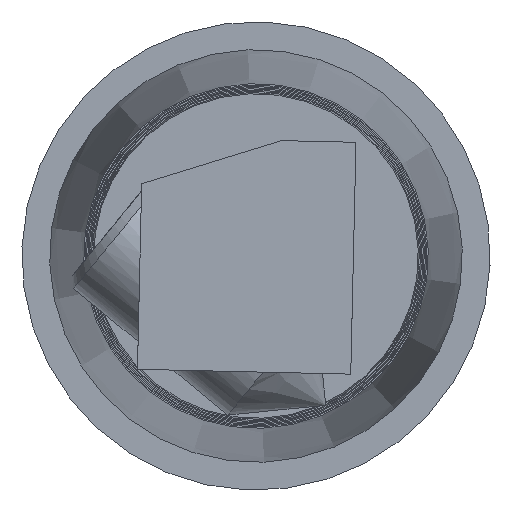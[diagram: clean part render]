
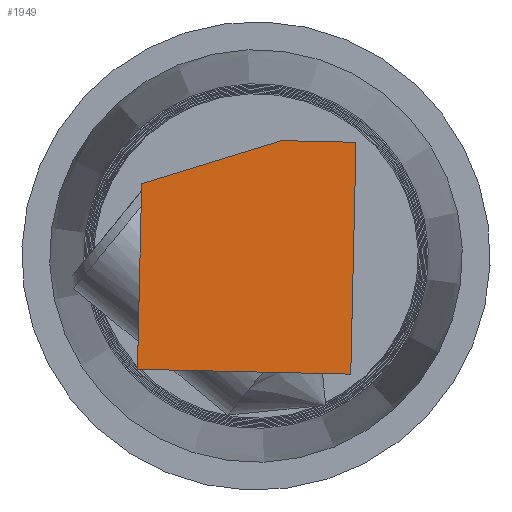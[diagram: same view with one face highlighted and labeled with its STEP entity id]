
A CAD part, left-side view. The second image highlights one B-rep face of the part: STEP entity #1949.
In plain terms, the highlighted planar face has unit normal (-1, 0, 0).
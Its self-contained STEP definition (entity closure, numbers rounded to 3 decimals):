
#1557=CARTESIAN_POINT('',(0.0,0.0,-5.0));
#1558=VERTEX_POINT('',#1557);
#1565=CARTESIAN_POINT('',(0.0,4.6,-5.0));
#1566=VERTEX_POINT('',#1565);
#1567=CARTESIAN_POINT('',(0.0,4.6,-5.0));
#1568=DIRECTION('',(0.0,-1.0,0.0));
#1569=VECTOR('',#1568,4.6);
#1570=LINE('',#1567,#1569);
#1571=EDGE_CURVE('',#1566,#1558,#1570,.T.);
#1641=CARTESIAN_POINT('',(0.,4.6,-1.0));
#1642=VERTEX_POINT('',#1641);
#1643=CARTESIAN_POINT('',(0.,4.6,-1.0));
#1644=DIRECTION('',(0.0,0.0,-1.0));
#1645=VECTOR('',#1644,4.0);
#1646=LINE('',#1643,#1645);
#1647=EDGE_CURVE('',#1642,#1566,#1646,.T.);
#1871=CARTESIAN_POINT('',(0.,1.6,0.0));
#1872=VERTEX_POINT('',#1871);
#1873=CARTESIAN_POINT('',(0.,1.6,0.0));
#1874=DIRECTION('',(0.0,0.949,-0.316));
#1875=VECTOR('',#1874,3.162);
#1876=LINE('',#1873,#1875);
#1877=EDGE_CURVE('',#1872,#1642,#1876,.T.);
#1925=CARTESIAN_POINT('',(0.0,4.6,0.0));
#1926=DIRECTION('',(-1.0,0.0,0.0));
#1927=DIRECTION('',(0.0,0.0,1.0));
#1928=AXIS2_PLACEMENT_3D('',#1925,#1926,#1927);
#1929=PLANE('',#1928);
#1930=ORIENTED_EDGE('',*,*,#1877,.T.);
#1931=ORIENTED_EDGE('',*,*,#1647,.T.);
#1932=ORIENTED_EDGE('',*,*,#1571,.T.);
#1933=CARTESIAN_POINT('',(0.0,0.0,0.0));
#1934=VERTEX_POINT('',#1933);
#1935=CARTESIAN_POINT('',(0.0,0.0,0.0));
#1936=DIRECTION('',(0.0,0.0,-1.0));
#1937=VECTOR('',#1936,5.0);
#1938=LINE('',#1935,#1937);
#1939=EDGE_CURVE('',#1934,#1558,#1938,.T.);
#1940=ORIENTED_EDGE('',*,*,#1939,.F.);
#1941=CARTESIAN_POINT('',(0.,1.6,0.0));
#1942=DIRECTION('',(0.0,-1.0,0.0));
#1943=VECTOR('',#1942,1.6);
#1944=LINE('',#1941,#1943);
#1945=EDGE_CURVE('',#1872,#1934,#1944,.T.);
#1946=ORIENTED_EDGE('',*,*,#1945,.F.);
#1947=EDGE_LOOP('',(#1930,#1931,#1932,#1940,#1946));
#1948=FACE_OUTER_BOUND('',#1947,.T.);
#1949=ADVANCED_FACE('',(#1948),#1929,.T.);
